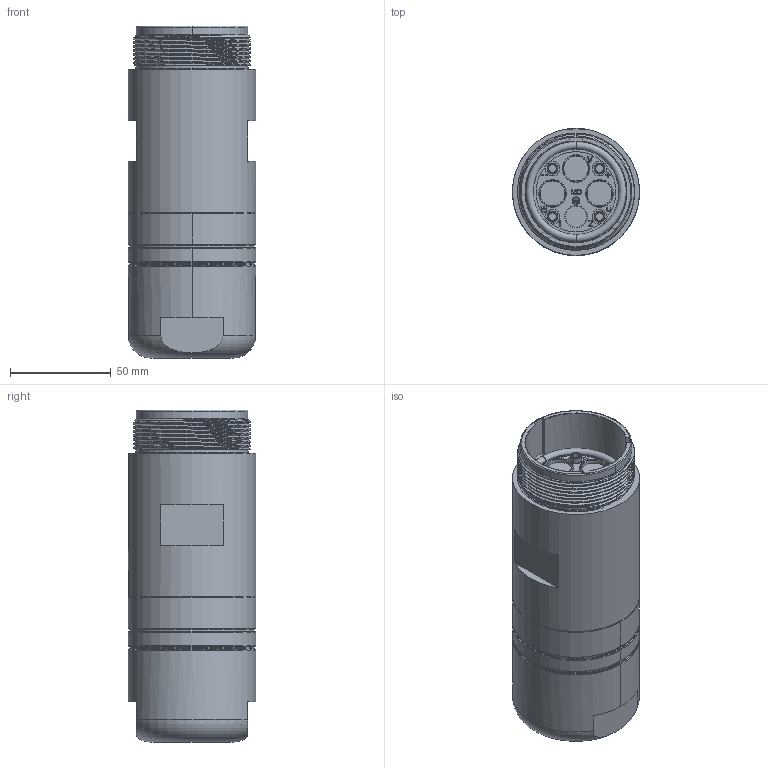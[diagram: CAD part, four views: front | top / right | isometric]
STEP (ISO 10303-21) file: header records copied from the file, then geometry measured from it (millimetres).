
FILE_DESCRIPTION((''),'2;1');
FILE_NAME('SL-5EP1N8A9002_1607500','2013-10-23T',('vbengel'),(''),'PRO/ENGINEER BY PARAMETRIC TECHNOLOGY CORPORATION, 2012480','PRO/ENGINEER BY PARAMETRIC TECHNOLOGY CORPORATION, 2012480','');
FILE_SCHEMA(('AUTOMOTIVE_DESIGN { 1 0 10303 214 1 1 1 1 }'));
Length unit declared in the file: millimetre
Products named in the file (1): SL-5EP1N8A9002_1607500
Bounding box: 63 x 63 x 164.5 mm (x, y, z)
Volume: 445267.3 mm3; surface area: 45264.1 mm2
Topology: 1 solids, 1 shells, 413 faces, 1037 edges, 664 vertices
Faces by surface type: plane 241, cylinder 87, cone 40, torus 33, bspline 12
Entity records: 17150 total; most frequent: CARTESIAN_POINT 7020, ORIENTED_EDGE 2074, DIRECTION 2053, EDGE_CURVE 1037, VECTOR 699, LINE 699, AXIS2_PLACEMENT_3D 677, VERTEX_POINT 664
